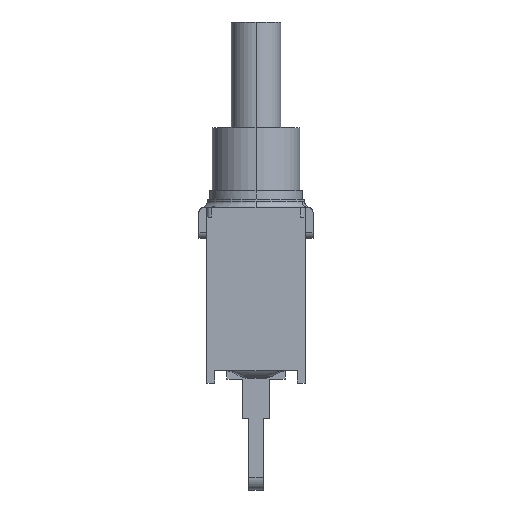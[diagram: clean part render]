
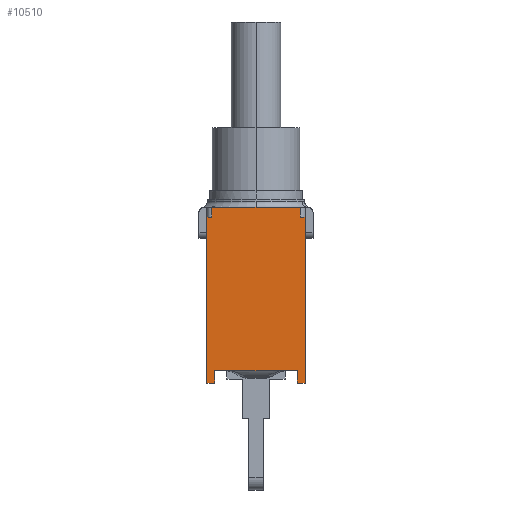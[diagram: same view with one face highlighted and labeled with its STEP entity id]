
A CAD part, left-side view. The second image highlights one B-rep face of the part: STEP entity #10510.
In plain terms, the highlighted planar face has unit normal (-1, 0, 0).
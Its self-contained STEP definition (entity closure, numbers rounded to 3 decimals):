
#68 = CARTESIAN_POINT ( 'NONE',  ( -8.745, -2.29, 9.26 ) ) ;
#245 = CARTESIAN_POINT ( 'NONE',  ( -8.745, -2.14, 0.83 ) ) ;
#314 = FACE_OUTER_BOUND ( 'NONE', #5273, .T. ) ;
#792 = DIRECTION ( 'NONE',  ( 0., 1., 0. ) ) ;
#988 = LINE ( 'NONE', #4985, #9435 ) ;
#1161 = LINE ( 'NONE', #5280, #1323 ) ;
#1323 = VECTOR ( 'NONE', #11468, 1000. ) ;
#1391 = PLANE ( 'NONE',  #12095 ) ;
#1463 = LINE ( 'NONE', #1537, #4223 ) ;
#1494 = VERTEX_POINT ( 'NONE', #11485 ) ;
#1537 = CARTESIAN_POINT ( 'NONE',  ( -8.745, -2.54, 0.18 ) ) ;
#1589 = DIRECTION ( 'NONE',  ( 0., -1., 0. ) ) ;
#1765 = EDGE_CURVE ( 'NONE', #3334, #12807, #1161, .T. ) ;
#2136 = ORIENTED_EDGE ( 'NONE', *, *, #5062, .F. ) ;
#2140 = LINE ( 'NONE', #245, #6856 ) ;
#2208 = LINE ( 'NONE', #11953, #10944 ) ;
#2267 = VECTOR ( 'NONE', #8280, 1000. ) ;
#2399 = CARTESIAN_POINT ( 'NONE',  ( -8.745, -2.29, 9.26 ) ) ;
#2679 = DIRECTION ( 'NONE',  ( 0., 0., 1. ) ) ;
#2764 = DIRECTION ( 'NONE',  ( 0., 0., 1. ) ) ;
#2837 = CARTESIAN_POINT ( 'NONE',  ( -8.745, 2.29, 8.75 ) ) ;
#3166 = EDGE_CURVE ( 'NONE', #7066, #5889, #1463, .T. ) ;
#3327 = EDGE_CURVE ( 'NONE', #11213, #11391, #12022, .T. ) ;
#3334 = VERTEX_POINT ( 'NONE', #11416 ) ;
#3351 = DIRECTION ( 'NONE',  ( 0., 0., 1. ) ) ;
#3374 = DIRECTION ( 'NONE',  ( 0., 1., 0. ) ) ;
#3439 = ORIENTED_EDGE ( 'NONE', *, *, #4592, .F. ) ;
#3468 = VECTOR ( 'NONE', #8990, 1000. ) ;
#3525 = CARTESIAN_POINT ( 'NONE',  ( -8.745, 2.29, 8.75 ) ) ;
#3828 = ORIENTED_EDGE ( 'NONE', *, *, #5390, .T. ) ;
#4090 = ORIENTED_EDGE ( 'NONE', *, *, #7001, .F. ) ;
#4161 = EDGE_CURVE ( 'NONE', #12191, #11391, #4795, .T. ) ;
#4223 = VECTOR ( 'NONE', #2679, 1000. ) ;
#4274 = EDGE_CURVE ( 'NONE', #5889, #1494, #988, .T. ) ;
#4296 = CARTESIAN_POINT ( 'NONE',  ( -8.745, -2.54, 8.75 ) ) ;
#4363 = DIRECTION ( 'NONE',  ( 0., 0., -1. ) ) ;
#4451 = CARTESIAN_POINT ( 'NONE',  ( -8.745, 2.54, 0.18 ) ) ;
#4592 = EDGE_CURVE ( 'NONE', #7066, #7981, #12789, .T. ) ;
#4623 = ORIENTED_EDGE ( 'NONE', *, *, #4882, .T. ) ;
#4795 = LINE ( 'NONE', #2837, #10280 ) ;
#4882 = EDGE_CURVE ( 'NONE', #13192, #7981, #2140, .T. ) ;
#4886 = CARTESIAN_POINT ( 'NONE',  ( -8.745, 2.14, 0.83 ) ) ;
#4914 = EDGE_CURVE ( 'NONE', #12807, #13192, #2208, .T. ) ;
#4985 = CARTESIAN_POINT ( 'NONE',  ( -8.745, -2.54, 8.75 ) ) ;
#5062 = EDGE_CURVE ( 'NONE', #3334, #6308, #12577, .T. ) ;
#5068 = CARTESIAN_POINT ( 'NONE',  ( -8.745, 2.54, 0.18 ) ) ;
#5273 = EDGE_LOOP ( 'NONE', ( #9247, #8440, #4623, #3439, #9671, #13289, #4090, #6089, #8153, #3828, #7064, #2136 ) ) ;
#5280 = CARTESIAN_POINT ( 'NONE',  ( -8.745, 2.14, 0.18 ) ) ;
#5299 = CARTESIAN_POINT ( 'NONE',  ( -8.745, -2.14, 0.18 ) ) ;
#5390 = EDGE_CURVE ( 'NONE', #12191, #6788, #8672, .T. ) ;
#5864 = LINE ( 'NONE', #7766, #3468 ) ;
#5889 = VERTEX_POINT ( 'NONE', #4296 ) ;
#6089 = ORIENTED_EDGE ( 'NONE', *, *, #3327, .T. ) ;
#6278 = DIRECTION ( 'NONE',  ( 0., 0., 1. ) ) ;
#6308 = VERTEX_POINT ( 'NONE', #4451 ) ;
#6478 = CARTESIAN_POINT ( 'NONE',  ( -8.745, 2.14, 0.18 ) ) ;
#6788 = VERTEX_POINT ( 'NONE', #11703 ) ;
#6856 = VECTOR ( 'NONE', #4363, 1000. ) ;
#7001 = EDGE_CURVE ( 'NONE', #11213, #1494, #5864, .T. ) ;
#7064 = ORIENTED_EDGE ( 'NONE', *, *, #9541, .F. ) ;
#7066 = VERTEX_POINT ( 'NONE', #7903 ) ;
#7315 = VECTOR ( 'NONE', #9668, 1000. ) ;
#7766 = CARTESIAN_POINT ( 'NONE',  ( -8.745, -2.29, 9.26 ) ) ;
#7903 = CARTESIAN_POINT ( 'NONE',  ( -8.745, -2.54, 0.18 ) ) ;
#7955 = VECTOR ( 'NONE', #6278, 1000. ) ;
#7981 = VERTEX_POINT ( 'NONE', #5299 ) ;
#8153 = ORIENTED_EDGE ( 'NONE', *, *, #4161, .F. ) ;
#8280 = DIRECTION ( 'NONE',  ( 0., 1., 0. ) ) ;
#8323 = CARTESIAN_POINT ( 'NONE',  ( -8.745, -2.14, 0.83 ) ) ;
#8440 = ORIENTED_EDGE ( 'NONE', *, *, #4914, .T. ) ;
#8672 = LINE ( 'NONE', #3525, #7315 ) ;
#8990 = DIRECTION ( 'NONE',  ( 0., 0., -1. ) ) ;
#9247 = ORIENTED_EDGE ( 'NONE', *, *, #1765, .T. ) ;
#9435 = VECTOR ( 'NONE', #792, 1000. ) ;
#9541 = EDGE_CURVE ( 'NONE', #6308, #6788, #10207, .T. ) ;
#9668 = DIRECTION ( 'NONE',  ( 0., 1., 0. ) ) ;
#9669 = DIRECTION ( 'NONE',  ( 0., 1., 0. ) ) ;
#9671 = ORIENTED_EDGE ( 'NONE', *, *, #3166, .T. ) ;
#10207 = LINE ( 'NONE', #5068, #7955 ) ;
#10280 = VECTOR ( 'NONE', #2764, 1000. ) ;
#10510 = ADVANCED_FACE ( 'NONE', ( #314 ), #1391, .T. ) ;
#10622 = CARTESIAN_POINT ( 'NONE',  ( -8.745, 2.29, 8.75 ) ) ;
#10754 = DIRECTION ( 'NONE',  ( -1., 0., 0. ) ) ;
#10944 = VECTOR ( 'NONE', #1589, 1000. ) ;
#11156 = VECTOR ( 'NONE', #3374, 1000. ) ;
#11213 = VERTEX_POINT ( 'NONE', #68 ) ;
#11391 = VERTEX_POINT ( 'NONE', #11706 ) ;
#11416 = CARTESIAN_POINT ( 'NONE',  ( -8.745, 2.14, 0.18 ) ) ;
#11468 = DIRECTION ( 'NONE',  ( 0., 0., 1. ) ) ;
#11485 = CARTESIAN_POINT ( 'NONE',  ( -8.745, -2.29, 8.75 ) ) ;
#11703 = CARTESIAN_POINT ( 'NONE',  ( -8.745, 2.54, 8.75 ) ) ;
#11706 = CARTESIAN_POINT ( 'NONE',  ( -8.745, 2.29, 9.26 ) ) ;
#11790 = CARTESIAN_POINT ( 'NONE',  ( -8.745, -2.54, 0.18 ) ) ;
#11953 = CARTESIAN_POINT ( 'NONE',  ( -8.745, 2.14, 0.83 ) ) ;
#12022 = LINE ( 'NONE', #2399, #2267 ) ;
#12095 = AXIS2_PLACEMENT_3D ( 'NONE', #12556, #10754, #3351 ) ;
#12191 = VERTEX_POINT ( 'NONE', #10622 ) ;
#12556 = CARTESIAN_POINT ( 'NONE',  ( -8.745, -2.794, -0.274 ) ) ;
#12577 = LINE ( 'NONE', #6478, #11156 ) ;
#12789 = LINE ( 'NONE', #11790, #12849 ) ;
#12807 = VERTEX_POINT ( 'NONE', #4886 ) ;
#12849 = VECTOR ( 'NONE', #9669, 1000. ) ;
#13192 = VERTEX_POINT ( 'NONE', #8323 ) ;
#13289 = ORIENTED_EDGE ( 'NONE', *, *, #4274, .T. ) ;
